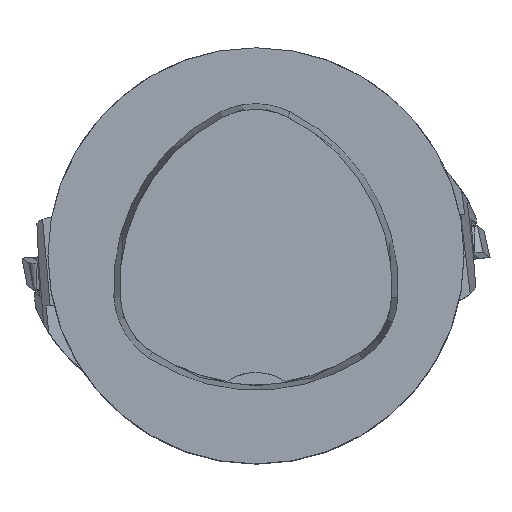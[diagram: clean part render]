
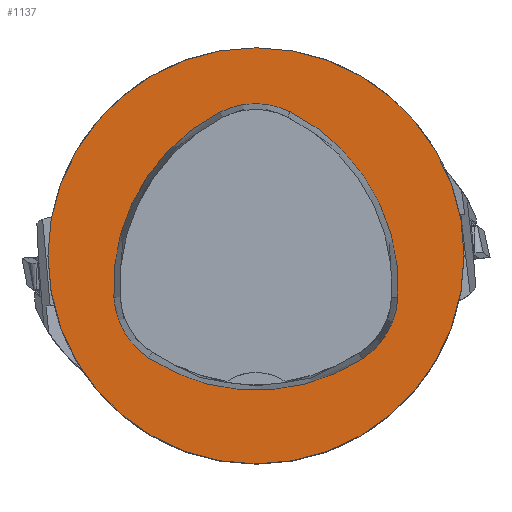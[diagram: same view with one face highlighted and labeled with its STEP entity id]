
A CAD part, top view. The second image highlights one B-rep face of the part: STEP entity #1137.
In plain terms, the highlighted planar face has unit normal (0, 0, 1).
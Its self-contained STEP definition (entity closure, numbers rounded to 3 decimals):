
#796=FACE_BOUND('',#1771,.T.);
#797=FACE_BOUND('',#1772,.T.);
#896=CIRCLE('',#5341,16.);
#897=CIRCLE('',#5347,15.);
#899=CIRCLE('',#5350,6.);
#901=CIRCLE('',#5353,15.);
#903=CIRCLE('',#5356,6.);
#907=CIRCLE('',#5361,15.);
#909=CIRCLE('',#5364,6.);
#1137=ADVANCED_FACE('',(#796,#797),#1312,.T.);
#1312=PLANE('',#5369);
#1771=EDGE_LOOP('',(#2890,#2891,#2892,#2893,#2894,#2895));
#1772=EDGE_LOOP('',(#2896));
#2890=ORIENTED_EDGE('',*,*,#4040,.T.);
#2891=ORIENTED_EDGE('',*,*,#4020,.T.);
#2892=ORIENTED_EDGE('',*,*,#4024,.T.);
#2893=ORIENTED_EDGE('',*,*,#4027,.T.);
#2894=ORIENTED_EDGE('',*,*,#4030,.T.);
#2895=ORIENTED_EDGE('',*,*,#4038,.T.);
#2896=ORIENTED_EDGE('',*,*,#4011,.F.);
#3475=VERTEX_POINT('',#8046);
#3484=VERTEX_POINT('',#8065);
#3485=VERTEX_POINT('',#8066);
#3488=VERTEX_POINT('',#8074);
#3490=VERTEX_POINT('',#8080);
#3492=VERTEX_POINT('',#8086);
#3499=VERTEX_POINT('',#8107);
#4011=EDGE_CURVE('',#3475,#3475,#896,.T.);
#4020=EDGE_CURVE('',#3484,#3485,#897,.T.);
#4024=EDGE_CURVE('',#3485,#3488,#899,.T.);
#4027=EDGE_CURVE('',#3488,#3490,#901,.T.);
#4030=EDGE_CURVE('',#3490,#3492,#903,.T.);
#4038=EDGE_CURVE('',#3492,#3499,#907,.T.);
#4040=EDGE_CURVE('',#3499,#3484,#909,.T.);
#5341=AXIS2_PLACEMENT_3D('',#8045,#6277,#6278);
#5347=AXIS2_PLACEMENT_3D('',#8064,#6293,#6294);
#5350=AXIS2_PLACEMENT_3D('',#8073,#6301,#6302);
#5353=AXIS2_PLACEMENT_3D('',#8079,#6308,#6309);
#5356=AXIS2_PLACEMENT_3D('',#8085,#6315,#6316);
#5361=AXIS2_PLACEMENT_3D('',#8108,#6327,#6328);
#5364=AXIS2_PLACEMENT_3D('',#8111,#6333,#6334);
#5369=AXIS2_PLACEMENT_3D('',#8116,#6343,#6344);
#6277=DIRECTION('',(0.,0.,-1.));
#6278=DIRECTION('',(-1.,0.,0.));
#6293=DIRECTION('',(0.,0.,-1.));
#6294=DIRECTION('',(-1.,0.,0.));
#6301=DIRECTION('',(0.,0.,-1.));
#6302=DIRECTION('',(-1.,0.,0.));
#6308=DIRECTION('',(0.,0.,-1.));
#6309=DIRECTION('',(-1.,0.,0.));
#6315=DIRECTION('',(0.,0.,-1.));
#6316=DIRECTION('',(-1.,0.,0.));
#6327=DIRECTION('',(0.,0.,-1.));
#6328=DIRECTION('',(-1.,0.,0.));
#6333=DIRECTION('',(0.,0.,-1.));
#6334=DIRECTION('',(-1.,0.,0.));
#6343=DIRECTION('',(0.,0.,1.));
#6344=DIRECTION('',(-1.,0.,0.));
#8045=CARTESIAN_POINT('',(0.,0.,0.));
#8046=CARTESIAN_POINT('',(-16.,0.,0.));
#8064=CARTESIAN_POINT('',(4.048,-2.316,0.));
#8065=CARTESIAN_POINT('',(-10.926,-3.206,0.));
#8066=CARTESIAN_POINT('',(-2.774,11.043,0.));
#8073=CARTESIAN_POINT('',(-0.045,5.7,0.));
#8074=CARTESIAN_POINT('',(2.638,11.066,0.));
#8079=CARTESIAN_POINT('',(-4.07,-2.35,0.));
#8080=CARTESIAN_POINT('',(10.903,-3.249,0.));
#8085=CARTESIAN_POINT('',(4.914,-2.889,0.));
#8086=CARTESIAN_POINT('',(8.177,-7.924,0.));
#8107=CARTESIAN_POINT('',(-8.24,-7.859,0.));
#8108=CARTESIAN_POINT('',(0.019,4.663,0.));
#8111=CARTESIAN_POINT('',(-4.936,-2.85,0.));
#8116=CARTESIAN_POINT('',(0.,0.,0.));
